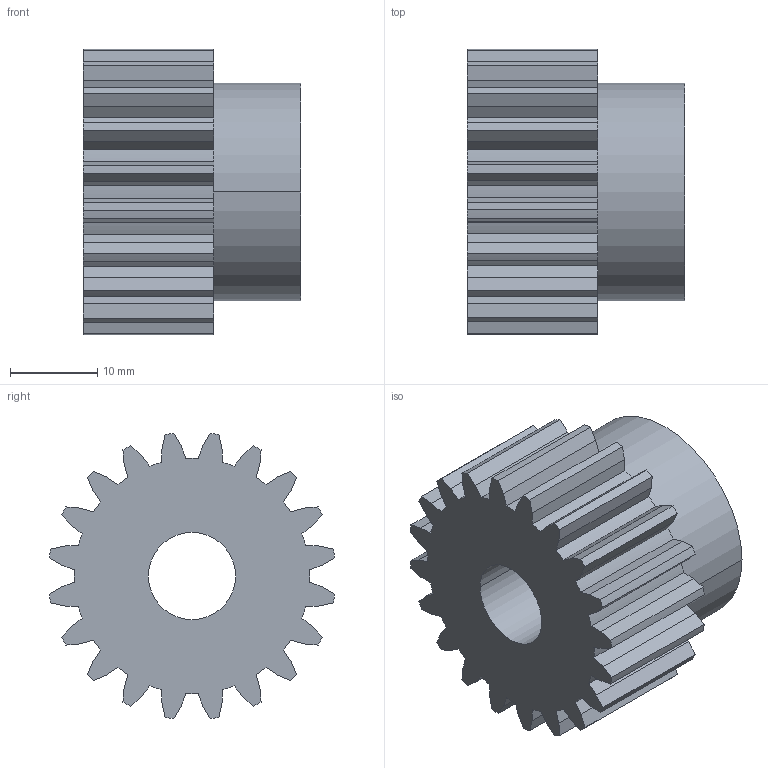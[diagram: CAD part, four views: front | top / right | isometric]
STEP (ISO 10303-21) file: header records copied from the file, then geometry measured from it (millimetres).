
FILE_DESCRIPTION( ( '' ), '1' );
FILE_NAME( 'artikel_nr___29502000.stp', '2007-11-07T02:03:54', ( '' ), ( '' ), ' ', ' ', ' ' );
FILE_SCHEMA( ( 'automotive_design' ) );
Length unit declared in the file: millimetre
Products named in the file (1): 1
Bounding box: 25 x 32.74 x 32.74 mm (x, y, z)
Volume: 13396.3 mm3; surface area: 5459.2 mm2
Topology: 1 solids, 1 shells, 127 faces, 372 edges, 248 vertices
Faces by surface type: plane 83, cylinder 44
Entity records: 8358 total; most frequent: STYLED_ITEM 748, PRESENTATION_STYLE_ASSIGNMENT 748, CARTESIAN_POINT 748, COLOUR_RGB 748, ORIENTED_EDGE 744, DIRECTION 716, EDGE_CURVE 372, CURVE_STYLE 372
